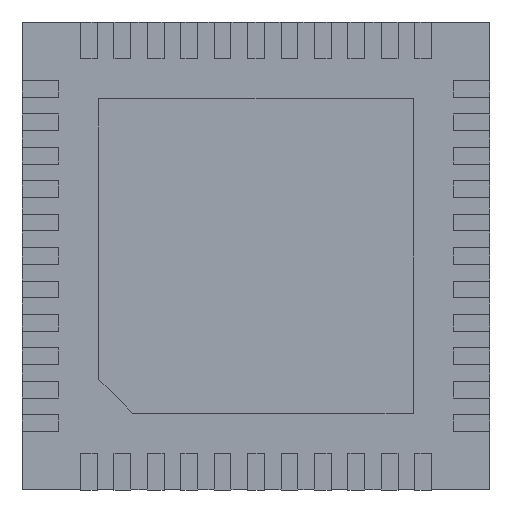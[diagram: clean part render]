
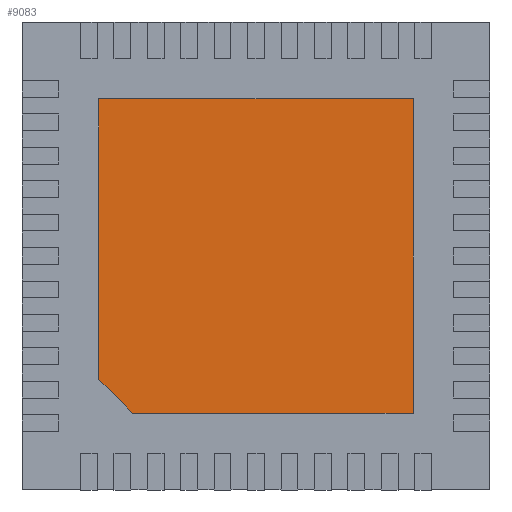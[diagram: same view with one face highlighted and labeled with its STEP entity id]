
A CAD part, front view. The second image highlights one B-rep face of the part: STEP entity #9083.
In plain terms, the highlighted planar face has unit normal (0, -1, 0).
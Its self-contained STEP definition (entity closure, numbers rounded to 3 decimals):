
#242 = DIRECTION ( 'NONE',  ( 0., 0., -1. ) ) ;
#463 = DIRECTION ( 'NONE',  ( 0.707, 0., -0.707 ) ) ;
#825 = CARTESIAN_POINT ( 'NONE',  ( 0., -0.05, 0. ) ) ;
#842 = EDGE_CURVE ( 'NONE', #5421, #11609, #5249, .T. ) ;
#849 = VECTOR ( 'NONE', #6605, 1000. ) ;
#1126 = CARTESIAN_POINT ( 'NONE',  ( -1.85, -0.05, -2.35 ) ) ;
#1401 = CARTESIAN_POINT ( 'NONE',  ( -2.35, -0.05, -1.85 ) ) ;
#1765 = CARTESIAN_POINT ( 'NONE',  ( -1.85, -0.05, -2.35 ) ) ;
#2024 = CARTESIAN_POINT ( 'NONE',  ( -2.35, -0.05, -1.85 ) ) ;
#2369 = LINE ( 'NONE', #8965, #10163 ) ;
#2539 = VECTOR ( 'NONE', #10924, 1000. ) ;
#2541 = ORIENTED_EDGE ( 'NONE', *, *, #10765, .T. ) ;
#2663 = AXIS2_PLACEMENT_3D ( 'NONE', #825, #10229, #3942 ) ;
#2814 = CARTESIAN_POINT ( 'NONE',  ( -2.35, -0.05, 2.35 ) ) ;
#2826 = LINE ( 'NONE', #2024, #6989 ) ;
#3262 = ORIENTED_EDGE ( 'NONE', *, *, #6192, .T. ) ;
#3590 = VERTEX_POINT ( 'NONE', #1401 ) ;
#3794 = LINE ( 'NONE', #11234, #849 ) ;
#3804 = VERTEX_POINT ( 'NONE', #4748 ) ;
#3905 = EDGE_CURVE ( 'NONE', #3590, #5421, #2369, .T. ) ;
#3942 = DIRECTION ( 'NONE',  ( 0., 0., 1. ) ) ;
#4082 = ORIENTED_EDGE ( 'NONE', *, *, #3905, .T. ) ;
#4748 = CARTESIAN_POINT ( 'NONE',  ( -2.35, -0.05, 2.35 ) ) ;
#4947 = DIRECTION ( 'NONE',  ( -1., 0., 0. ) ) ;
#5249 = LINE ( 'NONE', #1765, #2539 ) ;
#5421 = VERTEX_POINT ( 'NONE', #1126 ) ;
#5473 = FACE_OUTER_BOUND ( 'NONE', #11578, .T. ) ;
#6192 = EDGE_CURVE ( 'NONE', #11609, #8487, #3794, .T. ) ;
#6605 = DIRECTION ( 'NONE',  ( 0., 0., 1. ) ) ;
#6989 = VECTOR ( 'NONE', #242, 1000. ) ;
#7460 = LINE ( 'NONE', #2814, #10259 ) ;
#7814 = ORIENTED_EDGE ( 'NONE', *, *, #8782, .T. ) ;
#8152 = CARTESIAN_POINT ( 'NONE',  ( 2.35, -0.05, -2.35 ) ) ;
#8487 = VERTEX_POINT ( 'NONE', #9849 ) ;
#8782 = EDGE_CURVE ( 'NONE', #8487, #3804, #7460, .T. ) ;
#8965 = CARTESIAN_POINT ( 'NONE',  ( -2.35, -0.05, -1.85 ) ) ;
#9083 = ADVANCED_FACE ( 'NONE', ( #5473 ), #9198, .F. ) ;
#9198 = PLANE ( 'NONE',  #2663 ) ;
#9849 = CARTESIAN_POINT ( 'NONE',  ( 2.35, -0.05, 2.35 ) ) ;
#10163 = VECTOR ( 'NONE', #463, 1000. ) ;
#10229 = DIRECTION ( 'NONE',  ( 0., 1., 0. ) ) ;
#10259 = VECTOR ( 'NONE', #4947, 1000. ) ;
#10765 = EDGE_CURVE ( 'NONE', #3804, #3590, #2826, .T. ) ;
#10924 = DIRECTION ( 'NONE',  ( 1., 0., 0. ) ) ;
#11089 = ORIENTED_EDGE ( 'NONE', *, *, #842, .T. ) ;
#11234 = CARTESIAN_POINT ( 'NONE',  ( 2.35, -0.05, -2.35 ) ) ;
#11578 = EDGE_LOOP ( 'NONE', ( #3262, #7814, #2541, #4082, #11089 ) ) ;
#11609 = VERTEX_POINT ( 'NONE', #8152 ) ;
